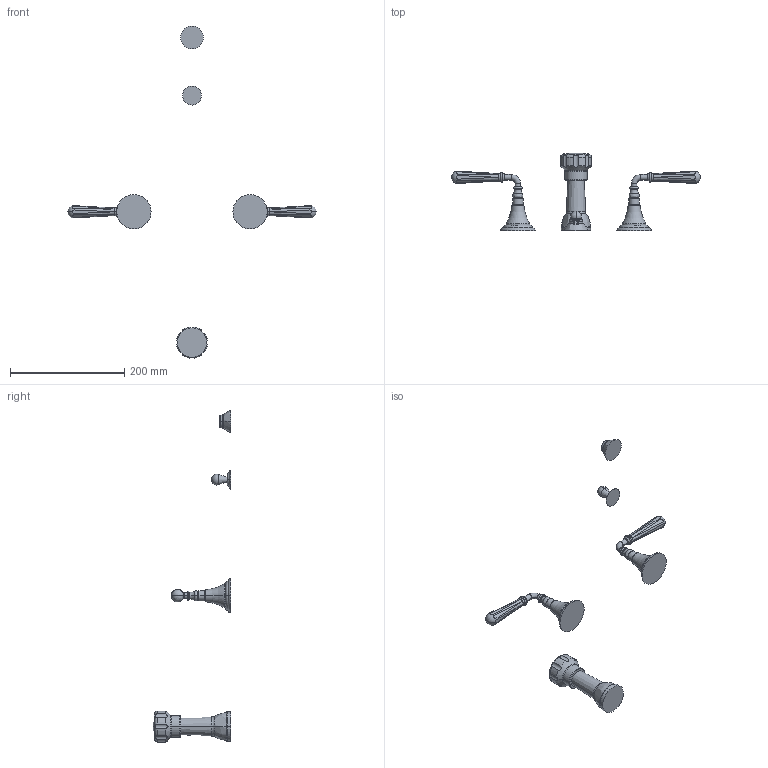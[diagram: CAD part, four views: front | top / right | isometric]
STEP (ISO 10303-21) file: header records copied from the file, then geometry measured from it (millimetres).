
FILE_DESCRIPTION((''),'2;1');
FILE_NAME('1749','2021-01-28T13:29:15',('jinson.thomas'),(''),'CREO PARAMETRIC BY PTC INC, 2018400','CREO PARAMETRIC BY PTC INC, 2018400','');
FILE_SCHEMA(('CONFIG_CONTROL_DESIGN'));
Length unit declared in the file: inch
Products named in the file (1): 1749
Bounding box: 434.72 x 135.97 x 580.53 mm (x, y, z)
Volume: 355190.5 mm3; surface area: 65855.9 mm2
Topology: 5 solids, 5 shells, 253 faces, 578 edges, 348 vertices
Faces by surface type: plane 67, cylinder 66, torus 62, bspline 26, cone 24, sphere 8
Entity records: 8112 total; most frequent: CARTESIAN_POINT 2335, DIRECTION 1304, ORIENTED_EDGE 1140, EDGE_CURVE 570, AXIS2_PLACEMENT_3D 559, VERTEX_POINT 348, CIRCLE 332, EDGE_LOOP 274
